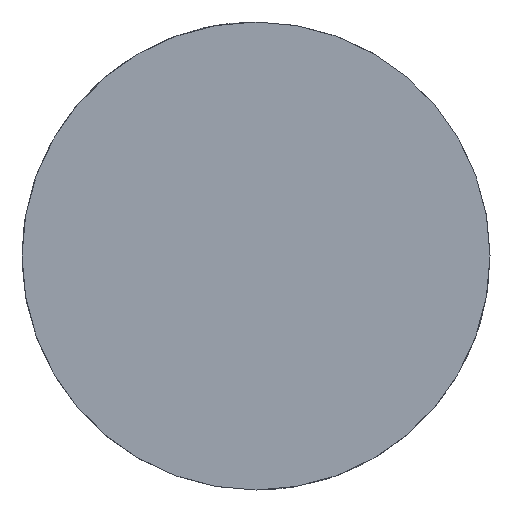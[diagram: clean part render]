
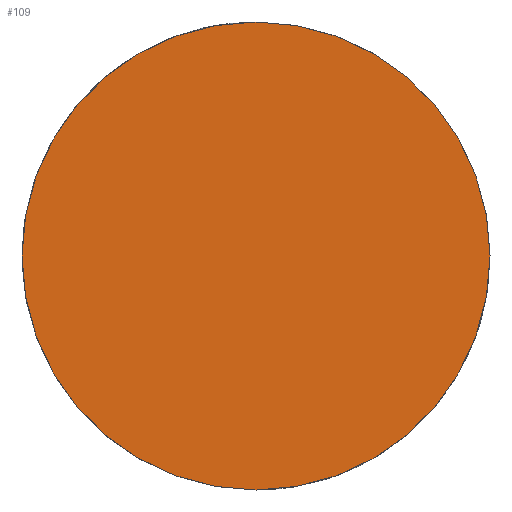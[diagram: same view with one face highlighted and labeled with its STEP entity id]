
A CAD part, front view. The second image highlights one B-rep face of the part: STEP entity #109.
In plain terms, the highlighted planar face has unit normal (0, -1, 0).
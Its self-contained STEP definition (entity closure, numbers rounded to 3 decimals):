
#14 = ORIENTED_EDGE ( 'NONE', *, *, #118, .F. ) ;
#18 = EDGE_LOOP ( 'NONE', ( #14, #156 ) ) ;
#19 = AXIS2_PLACEMENT_3D ( 'NONE', #72, #129, #23 ) ;
#23 = DIRECTION ( 'NONE',  ( 0., 0., 1. ) ) ;
#66 = CIRCLE ( 'NONE', #186, 6.35 ) ;
#71 = CARTESIAN_POINT ( 'NONE',  ( 0., 0., -6.35 ) ) ;
#72 = CARTESIAN_POINT ( 'NONE',  ( 0., 0., 0. ) ) ;
#88 = PLANE ( 'NONE',  #150 ) ;
#90 = CARTESIAN_POINT ( 'NONE',  ( -6.35, 0., 6.35 ) ) ;
#94 = EDGE_CURVE ( 'NONE', #114, #137, #66, .T. ) ;
#109 = ADVANCED_FACE ( 'NONE', ( #165 ), #88, .F. ) ;
#114 = VERTEX_POINT ( 'NONE', #170 ) ;
#118 = EDGE_CURVE ( 'NONE', #137, #114, #236, .T. ) ;
#129 = DIRECTION ( 'NONE',  ( 0., 1., 0. ) ) ;
#137 = VERTEX_POINT ( 'NONE', #71 ) ;
#150 = AXIS2_PLACEMENT_3D ( 'NONE', #90, #205, #207 ) ;
#156 = ORIENTED_EDGE ( 'NONE', *, *, #94, .F. ) ;
#165 = FACE_OUTER_BOUND ( 'NONE', #18, .T. ) ;
#170 = CARTESIAN_POINT ( 'NONE',  ( 0., 0., 6.35 ) ) ;
#186 = AXIS2_PLACEMENT_3D ( 'NONE', #208, #240, #209 ) ;
#205 = DIRECTION ( 'NONE',  ( 0., 1., 0. ) ) ;
#207 = DIRECTION ( 'NONE',  ( 0., 0., 1. ) ) ;
#208 = CARTESIAN_POINT ( 'NONE',  ( 0., 0., 0. ) ) ;
#209 = DIRECTION ( 'NONE',  ( 0., 0., 1. ) ) ;
#236 = CIRCLE ( 'NONE', #19, 6.35 ) ;
#240 = DIRECTION ( 'NONE',  ( 0., 1., 0. ) ) ;
